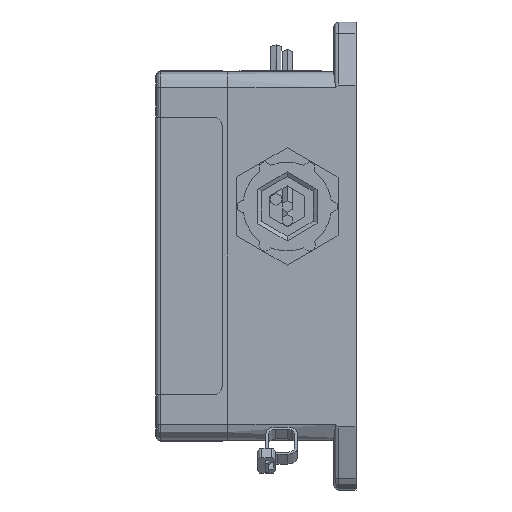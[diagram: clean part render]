
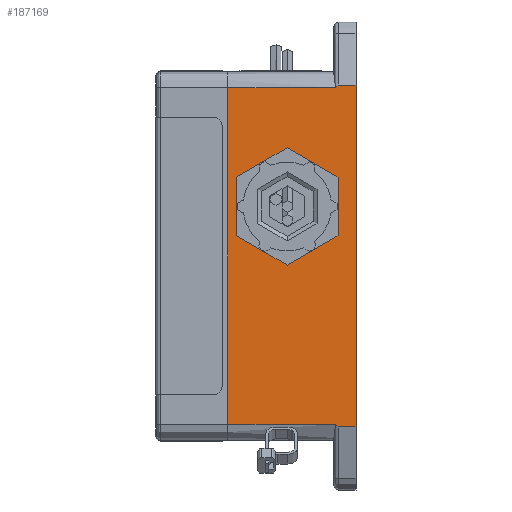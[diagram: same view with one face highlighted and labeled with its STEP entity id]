
A CAD part, left-side view. The second image highlights one B-rep face of the part: STEP entity #187169.
In plain terms, the highlighted planar face has unit normal (-1, 0, 0).
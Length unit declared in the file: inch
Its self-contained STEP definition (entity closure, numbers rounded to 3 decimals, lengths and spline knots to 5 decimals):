
#2299 = CARTESIAN_POINT ( 'NONE',  ( -1.8, 0.219, -2.08625 ) ) ;
#2741 = CARTESIAN_POINT ( 'NONE',  ( -1.8, 0.24101, 2.07371 ) ) ;
#2826 = LINE ( 'NONE', #92635, #22660 ) ;
#3502 = CARTESIAN_POINT ( 'NONE',  ( -1.8, 0.219, 2.08625 ) ) ;
#4442 = LINE ( 'NONE', #95951, #89625 ) ;
#5928 = ORIENTED_EDGE ( 'NONE', *, *, #99742, .F. ) ;
#10028 = CARTESIAN_POINT ( 'NONE',  ( -1.8, 0.84, 0.8925 ) ) ;
#13582 = VERTEX_POINT ( 'NONE', #46015 ) ;
#17959 = CARTESIAN_POINT ( 'NONE',  ( -1.8, 0.269, -2.05 ) ) ;
#20934 = VERTEX_POINT ( 'NONE', #166305 ) ;
#21315 = CARTESIAN_POINT ( 'NONE',  ( -1.8, 0.24991, -2.05 ) ) ;
#21759 = CARTESIAN_POINT ( 'NONE',  ( -1.8, 0.24991, 2.05 ) ) ;
#22660 = VECTOR ( 'NONE', #200679, 39.37008 ) ;
#27640 = ORIENTED_EDGE ( 'NONE', *, *, #86462, .T. ) ;
#28452 = VERTEX_POINT ( 'NONE', #150474 ) ;
#31597 = DIRECTION ( 'NONE',  ( 0., 1., 0. ) ) ;
#40804 = LINE ( 'NONE', #17959, #108880 ) ;
#41176 = EDGE_LOOP ( 'NONE', ( #200885, #135983, #77217, #151961, #149656, #65784, #27640, #232365 ) ) ;
#46015 = CARTESIAN_POINT ( 'NONE',  ( -1.8, 1.5645, -2.05 ) ) ;
#47616 = ORIENTED_EDGE ( 'NONE', *, *, #129248, .F. ) ;
#53925 = CARTESIAN_POINT ( 'NONE',  ( -1.8, 0.24991, 2.05 ) ) ;
#54458 = EDGE_CURVE ( 'NONE', #166129, #20934, #146553, .T. ) ;
#56011 = AXIS2_PLACEMENT_3D ( 'NONE', #141869, #86918, #105263 ) ;
#58486 = DIRECTION ( 'NONE',  ( 0., 1., 0. ) ) ;
#59823 = LINE ( 'NONE', #161904, #199089 ) ;
#63357 = LINE ( 'NONE', #95750, #66102 ) ;
#65784 = ORIENTED_EDGE ( 'NONE', *, *, #149557, .F. ) ;
#66102 = VECTOR ( 'NONE', #58486, 39.37008 ) ;
#66904 = AXIS2_PLACEMENT_3D ( 'NONE', #126925, #200709, #199193 ) ;
#70859 = EDGE_CURVE ( 'NONE', #197554, #193658, #115514, .T. ) ;
#77217 = ORIENTED_EDGE ( 'NONE', *, *, #171157, .F. ) ;
#81057 = VERTEX_POINT ( 'NONE', #94907 ) ;
#83572 = DIRECTION ( 'NONE',  ( 0., 0., 1. ) ) ;
#86462 = EDGE_CURVE ( 'NONE', #105265, #185459, #59823, .T. ) ;
#86918 = DIRECTION ( 'NONE',  ( 1., 0., 0. ) ) ;
#87870 = CARTESIAN_POINT ( 'NONE',  ( -1.8, 0.219, 2.08625 ) ) ;
#89625 = VECTOR ( 'NONE', #223692, 39.37008 ) ;
#92635 = CARTESIAN_POINT ( 'NONE',  ( -1.8, 0., 2.08625 ) ) ;
#92755 = CARTESIAN_POINT ( 'NONE',  ( -1.8, 0.23032, -2.08625 ) ) ;
#94907 = CARTESIAN_POINT ( 'NONE',  ( -1.8, 0.84, 0.3175 ) ) ;
#95750 = CARTESIAN_POINT ( 'NONE',  ( -1.8, 0., -2.08625 ) ) ;
#95951 = CARTESIAN_POINT ( 'NONE',  ( -1.8, 1.5645, 2.25 ) ) ;
#99742 = EDGE_CURVE ( 'NONE', #105200, #81057, #208242, .T. ) ;
#105200 = VERTEX_POINT ( 'NONE', #10028 ) ;
#105263 = DIRECTION ( 'NONE',  ( 0., 0., -1. ) ) ;
#105265 = VERTEX_POINT ( 'NONE', #189494 ) ;
#108880 = VECTOR ( 'NONE', #143571, 39.37008 ) ;
#112604 = CARTESIAN_POINT ( 'NONE',  ( -1.8, 0.24101, -2.07371 ) ) ;
#115514 =( BOUNDED_CURVE ( )  B_SPLINE_CURVE ( 3, ( #3502, #183029, #2741, #21759 ),
 .UNSPECIFIED., .F., .F. ) 
 B_SPLINE_CURVE_WITH_KNOTS ( ( 4, 4 ),
 ( 3.14159, 3.80808 ),
 .UNSPECIFIED. ) 
 CURVE ( )  GEOMETRIC_REPRESENTATION_ITEM ( )  RATIONAL_B_SPLINE_CURVE ( ( 1., 0.963, 0.963, 1. ) ) 
 REPRESENTATION_ITEM ( '' )  );
#119653 = FACE_OUTER_BOUND ( 'NONE', #41176, .T. ) ;
#126925 = CARTESIAN_POINT ( 'NONE',  ( -1.8, 0.84, 0.605 ) ) ;
#129248 = EDGE_CURVE ( 'NONE', #81057, #105200, #176010, .T. ) ;
#135983 = ORIENTED_EDGE ( 'NONE', *, *, #152986, .T. ) ;
#137687 = DIRECTION ( 'NONE',  ( -1., 0., 0. ) ) ;
#140099 = EDGE_CURVE ( 'NONE', #13582, #166129, #40804, .T. ) ;
#141869 = CARTESIAN_POINT ( 'NONE',  ( -1.8, 0.269, 2.855 ) ) ;
#143571 = DIRECTION ( 'NONE',  ( 0., -1., 0. ) ) ;
#146553 =( BOUNDED_CURVE ( )  B_SPLINE_CURVE ( 3, ( #21315, #112604, #92755, #2299 ),
 .UNSPECIFIED., .F., .T. ) 
 B_SPLINE_CURVE_WITH_KNOTS ( ( 4, 4 ),
 ( 5.6167, 6.28319 ),
 .UNSPECIFIED. ) 
 CURVE ( )  GEOMETRIC_REPRESENTATION_ITEM ( )  RATIONAL_B_SPLINE_CURVE ( ( 1., 0.963, 0.963, 1. ) ) 
 REPRESENTATION_ITEM ( '' )  );
#149557 = EDGE_CURVE ( 'NONE', #105265, #20934, #63357, .T. ) ;
#149656 = ORIENTED_EDGE ( 'NONE', *, *, #54458, .T. ) ;
#150474 = CARTESIAN_POINT ( 'NONE',  ( -1.8, 1.5645, 2.05 ) ) ;
#151961 = ORIENTED_EDGE ( 'NONE', *, *, #140099, .T. ) ;
#152986 = EDGE_CURVE ( 'NONE', #193658, #28452, #202365, .T. ) ;
#154175 = VECTOR ( 'NONE', #31597, 39.37008 ) ;
#154676 = AXIS2_PLACEMENT_3D ( 'NONE', #227991, #137687, #83572 ) ;
#161904 = CARTESIAN_POINT ( 'NONE',  ( -1.8, 0., 2.855 ) ) ;
#165573 = CARTESIAN_POINT ( 'NONE',  ( -1.8, 0.24991, -2.05 ) ) ;
#166129 = VERTEX_POINT ( 'NONE', #165573 ) ;
#166305 = CARTESIAN_POINT ( 'NONE',  ( -1.8, 0.219, -2.08625 ) ) ;
#171157 = EDGE_CURVE ( 'NONE', #13582, #28452, #4442, .T. ) ;
#176010 = CIRCLE ( 'NONE', #66904, 0.2875 ) ;
#183029 = CARTESIAN_POINT ( 'NONE',  ( -1.8, 0.23032, 2.08625 ) ) ;
#184906 = EDGE_CURVE ( 'NONE', #185459, #197554, #2826, .T. ) ;
#185459 = VERTEX_POINT ( 'NONE', #192246 ) ;
#187169 = ADVANCED_FACE ( 'NONE', ( #218856, #119653 ), #232895, .F. ) ;
#189494 = CARTESIAN_POINT ( 'NONE',  ( -1.8, 0., -2.08625 ) ) ;
#192246 = CARTESIAN_POINT ( 'NONE',  ( -1.8, 0., 2.08625 ) ) ;
#193658 = VERTEX_POINT ( 'NONE', #53925 ) ;
#197554 = VERTEX_POINT ( 'NONE', #87870 ) ;
#198267 = DIRECTION ( 'NONE',  ( 0., 0., 1. ) ) ;
#199089 = VECTOR ( 'NONE', #198267, 39.37008 ) ;
#199193 = DIRECTION ( 'NONE',  ( 0., 0., 1. ) ) ;
#200679 = DIRECTION ( 'NONE',  ( 0., 1., 0. ) ) ;
#200709 = DIRECTION ( 'NONE',  ( -1., 0., 0. ) ) ;
#200885 = ORIENTED_EDGE ( 'NONE', *, *, #70859, .T. ) ;
#202365 = LINE ( 'NONE', #207850, #154175 ) ;
#207850 = CARTESIAN_POINT ( 'NONE',  ( -1.8, 0.269, 2.05 ) ) ;
#208242 = CIRCLE ( 'NONE', #154676, 0.2875 ) ;
#218856 = FACE_BOUND ( 'NONE', #221303, .T. ) ;
#221303 = EDGE_LOOP ( 'NONE', ( #5928, #47616 ) ) ;
#223692 = DIRECTION ( 'NONE',  ( 0., 0., 1. ) ) ;
#227991 = CARTESIAN_POINT ( 'NONE',  ( -1.8, 0.84, 0.605 ) ) ;
#232365 = ORIENTED_EDGE ( 'NONE', *, *, #184906, .T. ) ;
#232895 = PLANE ( 'NONE',  #56011 ) ;
